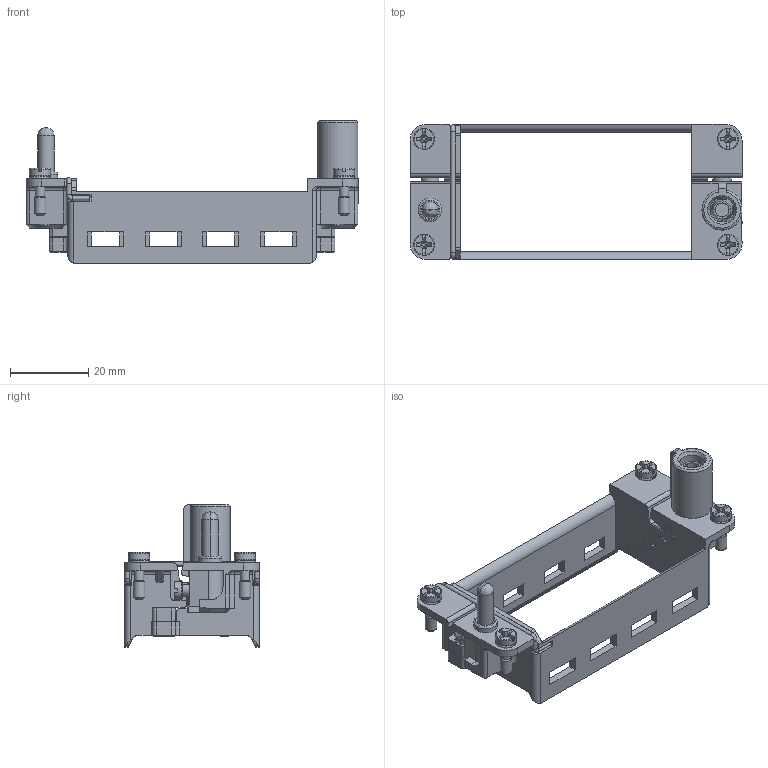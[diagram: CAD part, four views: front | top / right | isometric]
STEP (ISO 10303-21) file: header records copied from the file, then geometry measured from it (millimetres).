
FILE_DESCRIPTION(/* description */ (''),/* implementation_level */ '2;1');
FILE_NAME(/* name */ 'HF16B-NLA2.stp',/* time_stamp */ '2023-09-23T14:45:50+08:00',/* author */ (''),/* organization */ (''),/* preprocessor_version */ 'ST-DEVELOPER v16',/* originating_system */ 'SIEMENS PLM Software NX 10.0',/* authorisation */ '');
FILE_SCHEMA (('AUTOMOTIVE_DESIGN { 1 0 10303 214 3 1 1 1 }'));
Length unit declared in the file: millimetre
Products named in the file (1): Admi61847376f4fr
Bounding box: 84.65 x 34.4 x 36.3 mm (x, y, z)
Surface area: 13979.7 mm2 (no closed solid volume)
Topology: 0 solids, 1 shells, 754 faces, 2001 edges, 1289 vertices
Faces by surface type: plane 462, cylinder 182, cone 53, torus 30, bspline 27
Full cylindrical faces by diameter (mm): 1.2 x3, 1.7 x2, 2 x2, 2.4 x4, 2.6 x2, 2.7 x4, 3 x8, 3.2 x4, 4 x2, 4.2 x1, 4.5 x1, 4.8 x1, 5.4 x4, 5.7 x2, 6 x1, 6.3 x1
Entity records: 24064 total; most frequent: CARTESIAN_POINT 5732, ORIENTED_EDGE 3784, DIRECTION 3704, EDGE_CURVE 1892, VERTEX_POINT 1259, AXIS2_PLACEMENT_3D 1244, LINE 1216, VECTOR 1216
